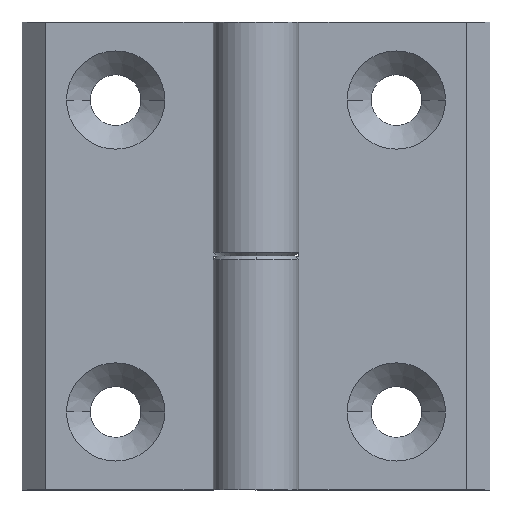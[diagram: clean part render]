
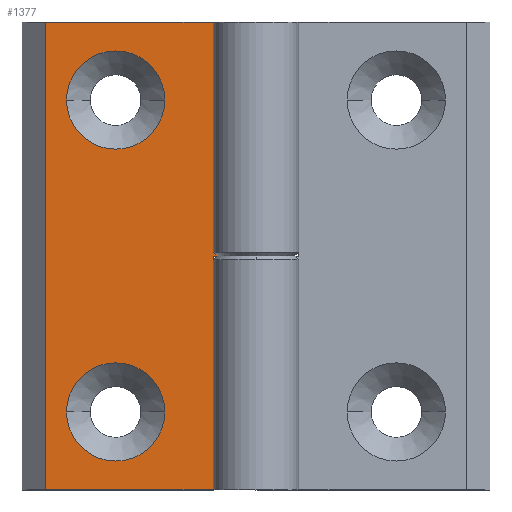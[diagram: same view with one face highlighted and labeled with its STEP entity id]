
A CAD part, top view. The second image highlights one B-rep face of the part: STEP entity #1377.
In plain terms, the highlighted planar face has unit normal (0, 0, 1).
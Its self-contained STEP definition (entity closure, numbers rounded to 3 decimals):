
#27 = LINE ( 'NONE', #596, #662 ) ;
#32 = CARTESIAN_POINT ( 'NONE',  ( -5.5, -30., 0. ) ) ;
#33 = DIRECTION ( 'NONE',  ( -0.707, 0.707, 0. ) ) ;
#41 = DIRECTION ( 'NONE',  ( 0., 1., 0. ) ) ;
#65 = LINE ( 'NONE', #312, #927 ) ;
#72 = VERTEX_POINT ( 'NONE', #1413 ) ;
#74 = DIRECTION ( 'NONE',  ( 0., -1., 0. ) ) ;
#78 = FACE_BOUND ( 'NONE', #395, .T. ) ;
#87 = VECTOR ( 'NONE', #1109, 1000. ) ;
#90 = LINE ( 'NONE', #1113, #117 ) ;
#92 = CARTESIAN_POINT ( 'NONE',  ( -5.5, 30., 0. ) ) ;
#103 = VERTEX_POINT ( 'NONE', #1336 ) ;
#117 = VECTOR ( 'NONE', #41, 1000. ) ;
#124 = VERTEX_POINT ( 'NONE', #513 ) ;
#134 = ORIENTED_EDGE ( 'NONE', *, *, #1076, .F. ) ;
#135 = EDGE_LOOP ( 'NONE', ( #1254, #565, #933, #1227, #134, #1065, #560 ) ) ;
#137 = EDGE_CURVE ( 'NONE', #72, #1274, #415, .T. ) ;
#155 = CARTESIAN_POINT ( 'NONE',  ( -5.5, 30., 0. ) ) ;
#188 = DIRECTION ( 'NONE',  ( 0., 0., 1. ) ) ;
#190 = VECTOR ( 'NONE', #74, 1000. ) ;
#198 = CARTESIAN_POINT ( 'NONE',  ( -27., 30., 0. ) ) ;
#201 = DIRECTION ( 'NONE',  ( 1., 0., 0. ) ) ;
#217 = VERTEX_POINT ( 'NONE', #739 ) ;
#238 = VECTOR ( 'NONE', #33, 1000. ) ;
#244 = CARTESIAN_POINT ( 'NONE',  ( -18., 20., 0. ) ) ;
#250 = EDGE_CURVE ( 'NONE', #217, #696, #260, .T. ) ;
#260 = CIRCLE ( 'NONE', #954, 6.3 ) ;
#295 = LINE ( 'NONE', #92, #190 ) ;
#312 = CARTESIAN_POINT ( 'NONE',  ( 5.5, 0., 0. ) ) ;
#350 = DIRECTION ( 'NONE',  ( 0., -1., 0. ) ) ;
#377 = EDGE_CURVE ( 'NONE', #1249, #1131, #1233, .T. ) ;
#395 = EDGE_LOOP ( 'NONE', ( #1081, #955 ) ) ;
#406 = VECTOR ( 'NONE', #350, 1000. ) ;
#415 = LINE ( 'NONE', #1197, #87 ) ;
#444 = DIRECTION ( 'NONE',  ( 0., 0., 1. ) ) ;
#466 = CIRCLE ( 'NONE', #1281, 6.3 ) ;
#513 = CARTESIAN_POINT ( 'NONE',  ( -27., 30., 0. ) ) ;
#525 = DIRECTION ( 'NONE',  ( -1., 0., 0. ) ) ;
#556 = ORIENTED_EDGE ( 'NONE', *, *, #250, .F. ) ;
#560 = ORIENTED_EDGE ( 'NONE', *, *, #708, .T. ) ;
#565 = ORIENTED_EDGE ( 'NONE', *, *, #597, .T. ) ;
#596 = CARTESIAN_POINT ( 'NONE',  ( -27., 30., 0. ) ) ;
#597 = EDGE_CURVE ( 'NONE', #1274, #103, #90, .T. ) ;
#629 = CARTESIAN_POINT ( 'NONE',  ( -24.3, 20., 0. ) ) ;
#633 = FACE_OUTER_BOUND ( 'NONE', #135, .T. ) ;
#646 = DIRECTION ( 'NONE',  ( 1., 0., 0. ) ) ;
#657 = AXIS2_PLACEMENT_3D ( 'NONE', #198, #865, #999 ) ;
#659 = CARTESIAN_POINT ( 'NONE',  ( -18., 20., 0. ) ) ;
#662 = VECTOR ( 'NONE', #794, 1000. ) ;
#670 = EDGE_CURVE ( 'NONE', #124, #1231, #27, .T. ) ;
#687 = CARTESIAN_POINT ( 'NONE',  ( -5.5, 0.5, 0. ) ) ;
#690 = VERTEX_POINT ( 'NONE', #687 ) ;
#696 = VERTEX_POINT ( 'NONE', #921 ) ;
#708 = EDGE_CURVE ( 'NONE', #124, #72, #911, .T. ) ;
#722 = CARTESIAN_POINT ( 'NONE',  ( 0., -5., 0. ) ) ;
#739 = CARTESIAN_POINT ( 'NONE',  ( -24.3, -20., 0. ) ) ;
#794 = DIRECTION ( 'NONE',  ( 1., 0., 0. ) ) ;
#847 = DIRECTION ( 'NONE',  ( 1., 0., 0. ) ) ;
#864 = EDGE_CURVE ( 'NONE', #1298, #690, #1077, .T. ) ;
#865 = DIRECTION ( 'NONE',  ( 0., 0., -1. ) ) ;
#895 = CIRCLE ( 'NONE', #1074, 6.3 ) ;
#899 = AXIS2_PLACEMENT_3D ( 'NONE', #244, #444, #913 ) ;
#911 = LINE ( 'NONE', #1038, #406 ) ;
#913 = DIRECTION ( 'NONE',  ( 1., 0., 0. ) ) ;
#921 = CARTESIAN_POINT ( 'NONE',  ( -11.7, -20., 0. ) ) ;
#927 = VECTOR ( 'NONE', #525, 1000. ) ;
#933 = ORIENTED_EDGE ( 'NONE', *, *, #1387, .F. ) ;
#954 = AXIS2_PLACEMENT_3D ( 'NONE', #1213, #188, #646 ) ;
#955 = ORIENTED_EDGE ( 'NONE', *, *, #377, .F. ) ;
#963 = CARTESIAN_POINT ( 'NONE',  ( -5., 0., 0. ) ) ;
#968 = CARTESIAN_POINT ( 'NONE',  ( -18., -20., 0. ) ) ;
#992 = FACE_BOUND ( 'NONE', #1347, .T. ) ;
#999 = DIRECTION ( 'NONE',  ( -1., 0., 0. ) ) ;
#1013 = CARTESIAN_POINT ( 'NONE',  ( -11.7, 20., 0. ) ) ;
#1038 = CARTESIAN_POINT ( 'NONE',  ( -27., 30., 0. ) ) ;
#1065 = ORIENTED_EDGE ( 'NONE', *, *, #670, .F. ) ;
#1074 = AXIS2_PLACEMENT_3D ( 'NONE', #659, #1225, #201 ) ;
#1076 = EDGE_CURVE ( 'NONE', #1231, #690, #295, .T. ) ;
#1077 = LINE ( 'NONE', #722, #238 ) ;
#1081 = ORIENTED_EDGE ( 'NONE', *, *, #1444, .F. ) ;
#1097 = PLANE ( 'NONE',  #657 ) ;
#1109 = DIRECTION ( 'NONE',  ( 1., 0., 0. ) ) ;
#1113 = CARTESIAN_POINT ( 'NONE',  ( -5.5, 30., 0. ) ) ;
#1131 = VERTEX_POINT ( 'NONE', #1013 ) ;
#1197 = CARTESIAN_POINT ( 'NONE',  ( -27., -30., 0. ) ) ;
#1213 = CARTESIAN_POINT ( 'NONE',  ( -18., -20., 0. ) ) ;
#1225 = DIRECTION ( 'NONE',  ( 0., 0., 1. ) ) ;
#1227 = ORIENTED_EDGE ( 'NONE', *, *, #864, .T. ) ;
#1231 = VERTEX_POINT ( 'NONE', #155 ) ;
#1233 = CIRCLE ( 'NONE', #899, 6.3 ) ;
#1244 = ORIENTED_EDGE ( 'NONE', *, *, #1346, .F. ) ;
#1249 = VERTEX_POINT ( 'NONE', #629 ) ;
#1254 = ORIENTED_EDGE ( 'NONE', *, *, #137, .T. ) ;
#1274 = VERTEX_POINT ( 'NONE', #32 ) ;
#1281 = AXIS2_PLACEMENT_3D ( 'NONE', #968, #1415, #847 ) ;
#1298 = VERTEX_POINT ( 'NONE', #963 ) ;
#1336 = CARTESIAN_POINT ( 'NONE',  ( -5.5, 0., 0. ) ) ;
#1346 = EDGE_CURVE ( 'NONE', #696, #217, #466, .T. ) ;
#1347 = EDGE_LOOP ( 'NONE', ( #1244, #556 ) ) ;
#1377 = ADVANCED_FACE ( 'NONE', ( #78, #992, #633 ), #1097, .F. ) ;
#1387 = EDGE_CURVE ( 'NONE', #1298, #103, #65, .T. ) ;
#1413 = CARTESIAN_POINT ( 'NONE',  ( -27., -30., 0. ) ) ;
#1415 = DIRECTION ( 'NONE',  ( 0., 0., 1. ) ) ;
#1444 = EDGE_CURVE ( 'NONE', #1131, #1249, #895, .T. ) ;
